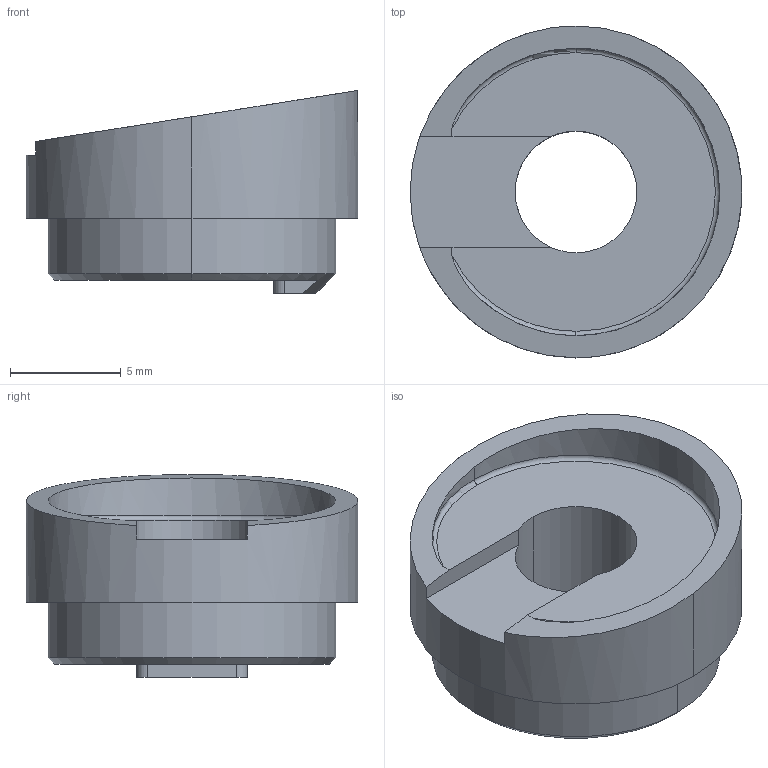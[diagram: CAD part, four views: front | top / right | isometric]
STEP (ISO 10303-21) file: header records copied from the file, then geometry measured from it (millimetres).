
FILE_DESCRIPTION (( 'STEP AP203' ), '1' );
FILE_NAME ('R44-FBHS-RB.STEP', '2018-02-27T10:50:05', ( 'SWIAdmin' ), ( 'Hewlett-Packard Company' ), 'SwSTEP 2.0', 'SolidWorks 2017', '' );
FILE_SCHEMA (( 'CONFIG_CONTROL_DESIGN' ));
Length unit declared in the file: millimetre
Products named in the file (2): R44-FBHS-RB; F25-U00.001.006_B
Assembly tree (1 placements, depth 2):
  R44-FBHS-RB
    F25-U00.001.006_B
Bounding box: 15 x 15 x 9.17 mm (x, y, z)
Volume: 894.1 mm3; surface area: 783.6 mm2
Topology: 1 solids, 1 shells, 27 faces, 71 edges, 46 vertices
Faces by surface type: cylinder 11, plane 11, torus 3, cone 2
Entity records: 1062 total; most frequent: CARTESIAN_POINT 194, DIRECTION 152, ORIENTED_EDGE 142, EDGE_CURVE 71, AXIS2_PLACEMENT_3D 60, VERTEX_POINT 46, VECTOR 32, LINE 32
